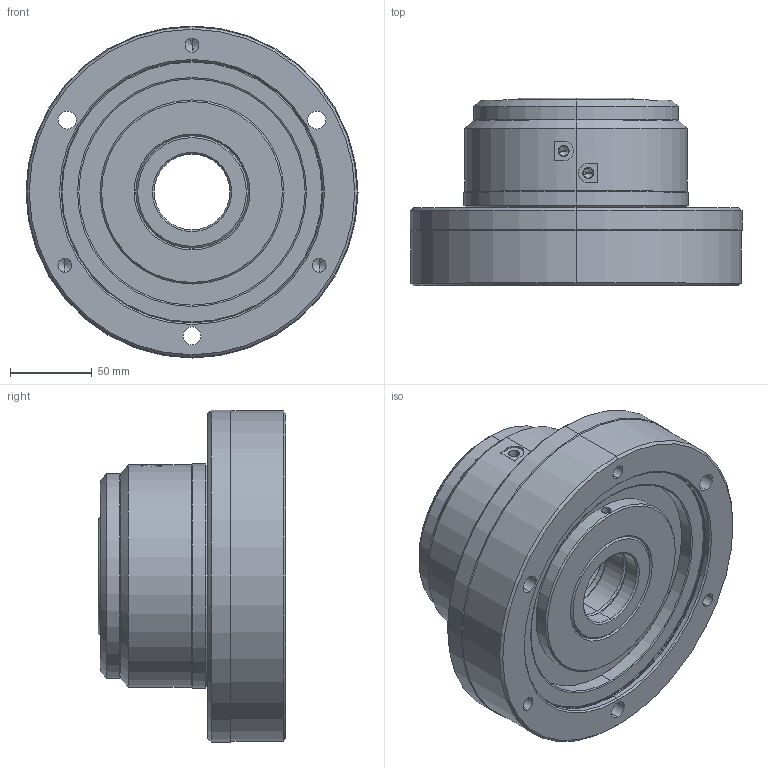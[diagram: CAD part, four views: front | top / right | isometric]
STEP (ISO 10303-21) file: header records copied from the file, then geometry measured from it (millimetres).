
FILE_DESCRIPTION (( 'STEP AP214' ), '1' );
FILE_NAME ('JAP207-16C.STEP', '2020-04-22T06:13:05', ( 'COSH' ), ( '' ), 'SwSTEP 2.0', 'SolidWorks 2016', '' );
FILE_SCHEMA (( 'AUTOMOTIVE_DESIGN' ));
Length unit declared in the file: millimetre
Products named in the file (1): JAP207-16C
Bounding box: 203 x 114.66 x 203 mm (x, y, z)
Volume: 2067459.8 mm3; surface area: 151238.5 mm2
Topology: 1 solids, 1 shells, 160 faces, 348 edges, 199 vertices
Faces by surface type: cone 68, cylinder 61, plane 25, torus 6
Entity records: 5408 total; most frequent: CARTESIAN_POINT 845, DIRECTION 832, ORIENTED_EDGE 668, AXIS2_PLACEMENT_3D 344, EDGE_CURVE 334, VERTEX_POINT 199, EDGE_LOOP 191, CIRCLE 183
